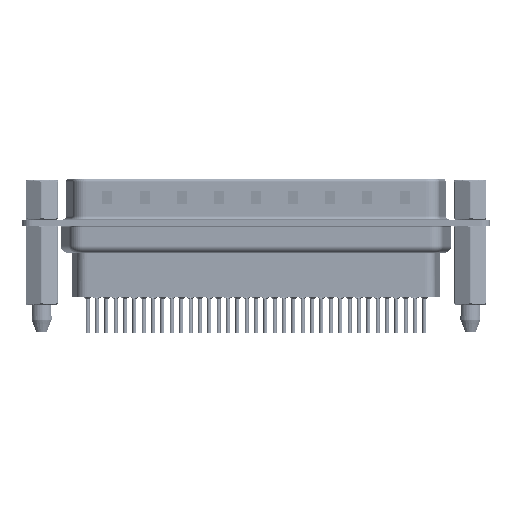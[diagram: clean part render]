
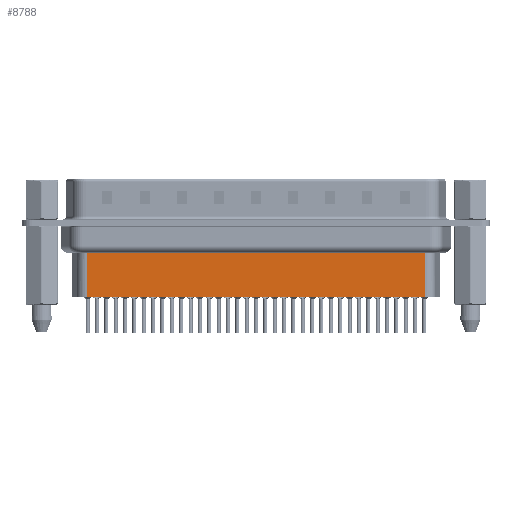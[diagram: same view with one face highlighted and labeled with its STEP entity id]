
A CAD part, front view. The second image highlights one B-rep face of the part: STEP entity #8788.
In plain terms, the highlighted planar face has unit normal (0, -1, 0).
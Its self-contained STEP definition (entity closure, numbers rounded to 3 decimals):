
#1737 = PLANE ( 'NONE',  #27345 ) ;
#1761 = CARTESIAN_POINT ( 'NONE',  ( 6.459, -3.5, -4.097 ) ) ;
#1926 = LINE ( 'NONE', #24766, #9440 ) ;
#1956 = DIRECTION ( 'NONE',  ( -1., 0., 0. ) ) ;
#2311 = DIRECTION ( 'NONE',  ( 0., 0., -1. ) ) ;
#4809 = VERTEX_POINT ( 'NONE', #33489 ) ;
#5533 = CARTESIAN_POINT ( 'NONE',  ( 6.706, -3.5, -4.097 ) ) ;
#7384 = EDGE_LOOP ( 'NONE', ( #21627, #25369, #16561, #14860 ) ) ;
#8788 = ADVANCED_FACE ( 'NONE', ( #27374 ), #1737, .T. ) ;
#8807 = EDGE_CURVE ( 'NONE', #26885, #31886, #1926, .T. ) ;
#8856 = VECTOR ( 'NONE', #2311, 1000. ) ;
#9440 = VECTOR ( 'NONE', #10528, 1000. ) ;
#10528 = DIRECTION ( 'NONE',  ( 0., 0., -1. ) ) ;
#10733 = LINE ( 'NONE', #22160, #8856 ) ;
#11710 = CARTESIAN_POINT ( 'NONE',  ( 6.706, -3.5, -10.95 ) ) ;
#13134 = DIRECTION ( 'NONE',  ( 0., -1., 0. ) ) ;
#14860 = ORIENTED_EDGE ( 'NONE', *, *, #29387, .F. ) ;
#14949 = VECTOR ( 'NONE', #21971, 1000. ) ;
#15619 = CARTESIAN_POINT ( 'NONE',  ( 6.706, -3.5, -10.95 ) ) ;
#15978 = LINE ( 'NONE', #15619, #14949 ) ;
#16561 = ORIENTED_EDGE ( 'NONE', *, *, #8807, .T. ) ;
#17750 = EDGE_CURVE ( 'NONE', #4809, #26885, #27398, .T. ) ;
#19892 = VERTEX_POINT ( 'NONE', #24434 ) ;
#21627 = ORIENTED_EDGE ( 'NONE', *, *, #27331, .F. ) ;
#21971 = DIRECTION ( 'NONE',  ( -1., 0., 0. ) ) ;
#22091 = VECTOR ( 'NONE', #1956, 1000. ) ;
#22160 = CARTESIAN_POINT ( 'NONE',  ( 56.794, -3.5, -3.1 ) ) ;
#24434 = CARTESIAN_POINT ( 'NONE',  ( 56.794, -3.5, -10.95 ) ) ;
#24766 = CARTESIAN_POINT ( 'NONE',  ( 6.706, -3.5, -3.1 ) ) ;
#25369 = ORIENTED_EDGE ( 'NONE', *, *, #17750, .T. ) ;
#26885 = VERTEX_POINT ( 'NONE', #5533 ) ;
#27331 = EDGE_CURVE ( 'NONE', #4809, #19892, #10733, .T. ) ;
#27345 = AXIS2_PLACEMENT_3D ( 'NONE', #32447, #13134, #35962 ) ;
#27374 = FACE_OUTER_BOUND ( 'NONE', #7384, .T. ) ;
#27398 = LINE ( 'NONE', #1761, #22091 ) ;
#29387 = EDGE_CURVE ( 'NONE', #19892, #31886, #15978, .T. ) ;
#31886 = VERTEX_POINT ( 'NONE', #11710 ) ;
#32447 = CARTESIAN_POINT ( 'NONE',  ( 6.706, -3.5, -3.1 ) ) ;
#33489 = CARTESIAN_POINT ( 'NONE',  ( 56.794, -3.5, -4.097 ) ) ;
#35962 = DIRECTION ( 'NONE',  ( 1., 0., 0. ) ) ;
